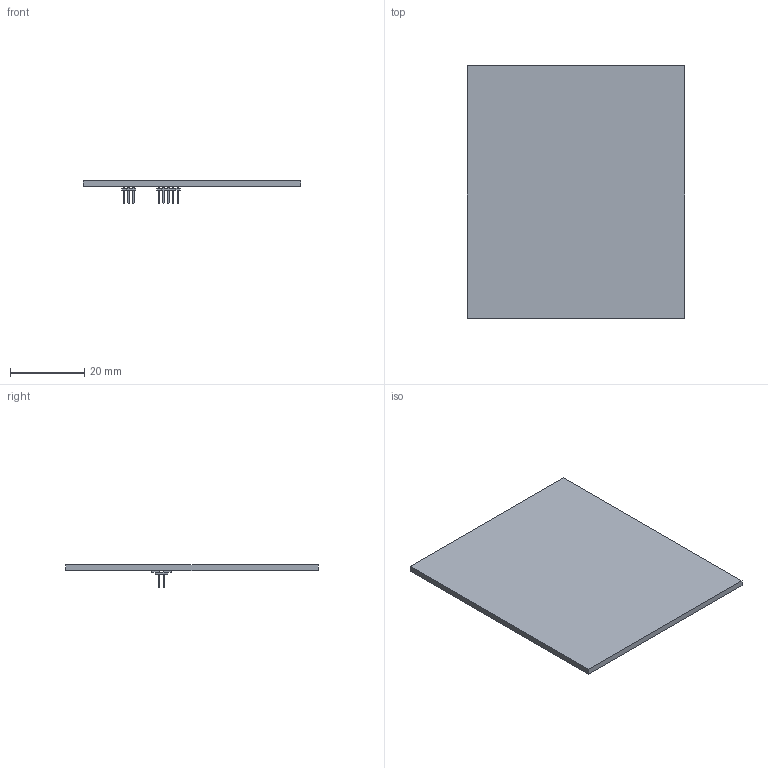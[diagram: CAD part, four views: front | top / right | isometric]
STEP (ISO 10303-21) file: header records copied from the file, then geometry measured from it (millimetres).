
FILE_DESCRIPTION(('KiCad electronic assembly'),'2;1');
FILE_NAME('Digital_module_v3.step','2021-11-25T13:50:37',('An Author'),( 'A Company'),'Open CASCADE STEP processor 6.9', 'KiCad to STEP converter','Unknown');
FILE_SCHEMA(('AUTOMOTIVE_DESIGN { 1 0 10303 214 1 1 1 1 }'));
Length unit declared in the file: millimetre
Products named in the file (6): Open CASCADE STEP translator 6.9 1; PinHeader_2x03_P1.27mm_Vertical_SMD; SOLID; PinHeader_2x05_P1.27mm_Vertical_SMD
Assembly tree (5 placements, depth 3):
  Open CASCADE STEP translator 6.9 1
    PinHeader_2x03_P1.27mm_Vertical_SMD
      SOLID
    PinHeader_2x05_P1.27mm_Vertical_SMD
      SOLID
    SOLID
Bounding box: 58.29 x 67.8 x 6.05 mm (x, y, z)
Volume: 6355.3 mm3; surface area: 8526.9 mm2
Topology: 3 solids, 3 shells, 366 faces, 904 edges, 560 vertices
Faces by surface type: plane 350, cylinder 16
Entity records: 24847 total; most frequent: CARTESIAN_POINT 3644, DIRECTION 3488, LINE 2648, VECTOR 2648, ORIENTED_EDGE 1808, PCURVE 1808, DEFINITIONAL_REPRESENTATION 1808, EDGE_CURVE 904
